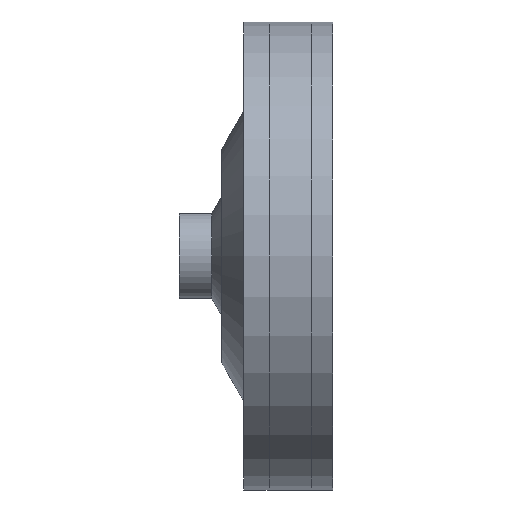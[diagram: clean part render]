
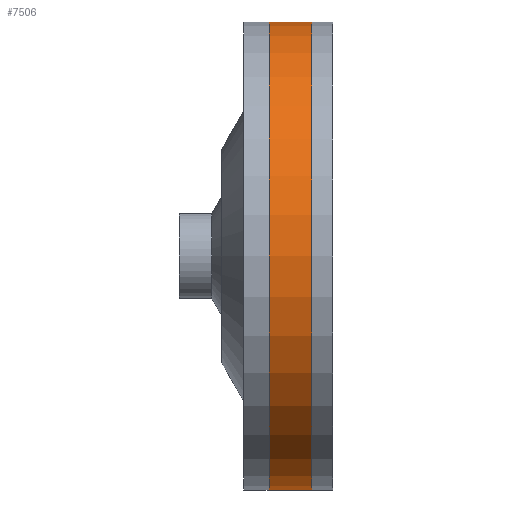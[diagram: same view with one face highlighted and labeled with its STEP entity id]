
A CAD part, left-side view. The second image highlights one B-rep face of the part: STEP entity #7506.
In plain terms, the highlighted cylindrical face has radius 69.85 mm (diameter 139.7 mm), a partial arc.
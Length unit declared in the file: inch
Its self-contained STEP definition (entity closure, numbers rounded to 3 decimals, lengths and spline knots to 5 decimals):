
#571 = CIRCLE ( 'NONE', #3679, 2.75 ) ;
#688 = DIRECTION ( 'NONE',  ( 0., 1., 0. ) ) ;
#1028 = DIRECTION ( 'NONE',  ( 0., 0., -1. ) ) ;
#1292 = CARTESIAN_POINT ( 'NONE',  ( 0., 0., -2.75 ) ) ;
#1652 = AXIS2_PLACEMENT_3D ( 'NONE', #4127, #8640, #1028 ) ;
#2009 = LINE ( 'NONE', #12282, #11792 ) ;
#2047 = DIRECTION ( 'NONE',  ( 0., -1., 0. ) ) ;
#2694 = EDGE_CURVE ( 'NONE', #12682, #10736, #7339, .T. ) ;
#3437 = DIRECTION ( 'NONE',  ( 0., 1., 0. ) ) ;
#3679 = AXIS2_PLACEMENT_3D ( 'NONE', #11990, #688, #7192 ) ;
#3765 = ORIENTED_EDGE ( 'NONE', *, *, #7071, .F. ) ;
#4127 = CARTESIAN_POINT ( 'NONE',  ( 0., 0.5, 0. ) ) ;
#4455 = CARTESIAN_POINT ( 'NONE',  ( 0., 0., 2.75 ) ) ;
#5325 = CARTESIAN_POINT ( 'NONE',  ( 0., 0.5, -2.75 ) ) ;
#5399 = ORIENTED_EDGE ( 'NONE', *, *, #2694, .F. ) ;
#6206 = ORIENTED_EDGE ( 'NONE', *, *, #10312, .T. ) ;
#6461 = DIRECTION ( 'NONE',  ( 0., 0., 1. ) ) ;
#6513 = DIRECTION ( 'NONE',  ( 0., -1., 0. ) ) ;
#6545 = LINE ( 'NONE', #6687, #9301 ) ;
#6687 = CARTESIAN_POINT ( 'NONE',  ( 0., 0.5, -2.75 ) ) ;
#7071 = EDGE_CURVE ( 'NONE', #10736, #8744, #2009, .T. ) ;
#7192 = DIRECTION ( 'NONE',  ( 0., 0., 1. ) ) ;
#7339 = CIRCLE ( 'NONE', #8284, 2.75 ) ;
#7506 = ADVANCED_FACE ( 'NONE', ( #14256 ), #14491, .T. ) ;
#8284 = AXIS2_PLACEMENT_3D ( 'NONE', #9062, #3437, #6461 ) ;
#8640 = DIRECTION ( 'NONE',  ( 0., -1., 0. ) ) ;
#8744 = VERTEX_POINT ( 'NONE', #4455 ) ;
#9062 = CARTESIAN_POINT ( 'NONE',  ( 0., 0.5, 0. ) ) ;
#9301 = VECTOR ( 'NONE', #2047, 39.37008 ) ;
#10312 = EDGE_CURVE ( 'NONE', #12682, #10845, #6545, .T. ) ;
#10736 = VERTEX_POINT ( 'NONE', #12099 ) ;
#10845 = VERTEX_POINT ( 'NONE', #1292 ) ;
#11673 = EDGE_LOOP ( 'NONE', ( #3765, #5399, #6206, #13841 ) ) ;
#11792 = VECTOR ( 'NONE', #6513, 39.37008 ) ;
#11990 = CARTESIAN_POINT ( 'NONE',  ( 0., 0., 0. ) ) ;
#12099 = CARTESIAN_POINT ( 'NONE',  ( 0., 0.5, 2.75 ) ) ;
#12282 = CARTESIAN_POINT ( 'NONE',  ( 0., 0.5, 2.75 ) ) ;
#12567 = EDGE_CURVE ( 'NONE', #10845, #8744, #571, .T. ) ;
#12682 = VERTEX_POINT ( 'NONE', #5325 ) ;
#13841 = ORIENTED_EDGE ( 'NONE', *, *, #12567, .T. ) ;
#14256 = FACE_OUTER_BOUND ( 'NONE', #11673, .T. ) ;
#14491 = CYLINDRICAL_SURFACE ( 'NONE', #1652, 2.75 ) ;
